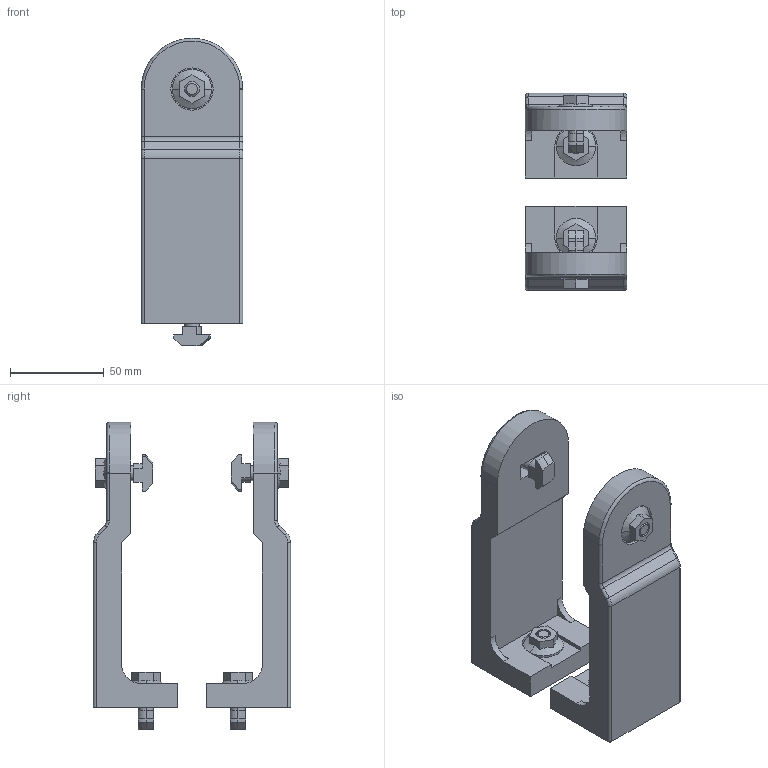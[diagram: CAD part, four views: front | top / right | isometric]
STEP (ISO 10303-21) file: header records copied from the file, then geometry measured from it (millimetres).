
FILE_DESCRIPTION(('STEP AP214'),'1');
FILE_NAME('cctmp_86B33A97-3B63-48F0-8370-E577D11ECC01_2020_1_20_11_30_5_644..stp','2020-01-20T10:30:05',('Bosch Rexroth AG'),('CADClick - www.CADClick.com'),'Spatial InterOp 3D',' ','unknown authorization - (Healing Option Enabled)');
FILE_SCHEMA(('AUTOMOTIVE_DESIGN'));
Length unit declared in the file: millimetre
Products named in the file (1): 1
Bounding box: 54 x 105 x 163.7 mm (x, y, z)
Volume: 272449 mm3; surface area: 58906.5 mm2
Topology: 2 solids, 2 shells, 240 faces, 610 edges, 396 vertices
Faces by surface type: plane 134, cylinder 70, cone 24, torus 12
Entity records: 9122 total; most frequent: CARTESIAN_POINT 1328, DIRECTION 1238, ORIENTED_EDGE 1220, EDGE_CURVE 610, AXIS2_PLACEMENT_3D 426, VERTEX_POINT 396, LINE 386, VECTOR 386
